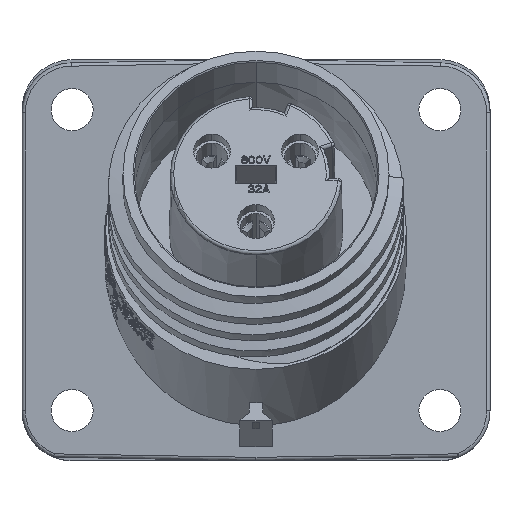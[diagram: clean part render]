
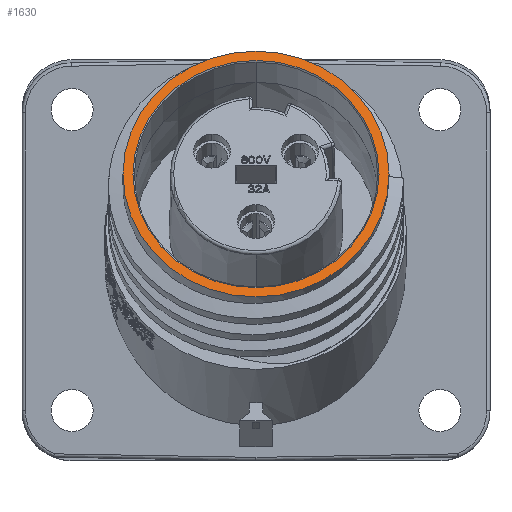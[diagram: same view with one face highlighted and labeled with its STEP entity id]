
A CAD part, top view. The second image highlights one B-rep face of the part: STEP entity #1630.
In plain terms, the highlighted planar face has unit normal (0, 0.383, 0.924).
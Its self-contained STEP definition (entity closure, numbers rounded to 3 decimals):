
#1630=ADVANCED_FACE('',(#6670,#6671),#6672,.T.);
#6670=FACE_OUTER_BOUND('',#16139,.T.);
#6671=FACE_BOUND('',#16140,.T.);
#6672=PLANE('',#16141);
#16139=EDGE_LOOP('',(#34313,#34314));
#16140=EDGE_LOOP('',(#34315,#34316,#34317,#34318));
#16141=AXIS2_PLACEMENT_3D('',#34319,#34320,#34321);
#34313=ORIENTED_EDGE('',*,*,#53358,.T.);
#34314=ORIENTED_EDGE('',*,*,#53361,.T.);
#34315=ORIENTED_EDGE('',*,*,#47915,.T.);
#34316=ORIENTED_EDGE('',*,*,#53362,.T.);
#34317=ORIENTED_EDGE('',*,*,#53363,.T.);
#34318=ORIENTED_EDGE('',*,*,#47920,.T.);
#34319=CARTESIAN_POINT('',(0.0,43.036,19.401));
#34320=DIRECTION('',(0.0,0.383,0.924));
#34321=DIRECTION('',(1.0,-0.0,0.0));
#47915=EDGE_CURVE('',#57118,#57115,#57119,.T.);
#47920=EDGE_CURVE('',#57124,#57118,#57127,.T.);
#53358=EDGE_CURVE('',#66524,#66525,#66526,.T.);
#53361=EDGE_CURVE('',#66525,#66524,#66529,.T.);
#53362=EDGE_CURVE('',#57115,#66530,#66531,.T.);
#53363=EDGE_CURVE('',#66530,#57124,#66532,.T.);
#57115=VERTEX_POINT('',#72676);
#57118=VERTEX_POINT('',#72680);
#57119=CIRCLE('',#72681,18.4);
#57124=VERTEX_POINT('',#72687);
#57127=CIRCLE('',#72691,18.4);
#66524=VERTEX_POINT('',#91208);
#66525=VERTEX_POINT('',#91209);
#66526=CIRCLE('',#91210,19.9);
#66529=CIRCLE('',#91215,19.9);
#66530=VERTEX_POINT('',#91216);
#66531=CIRCLE('',#91217,18.4);
#66532=CIRCLE('',#91218,18.4);
#72676=CARTESIAN_POINT('',(-18.4,12.82,31.918));
#72680=CARTESIAN_POINT('',(0.,-4.179,38.959));
#72681=AXIS2_PLACEMENT_3D('',#102548,#102549,#102550);
#72687=CARTESIAN_POINT('',(18.4,12.82,31.918));
#72691=AXIS2_PLACEMENT_3D('',#102559,#102560,#102561);
#91208=CARTESIAN_POINT('',(19.9,12.82,31.918));
#91209=CARTESIAN_POINT('',(-19.9,12.82,31.918));
#91210=AXIS2_PLACEMENT_3D('',#108477,#108478,#108479);
#91215=AXIS2_PLACEMENT_3D('',#108482,#108483,#108484);
#91216=CARTESIAN_POINT('',(0.,29.819,24.876));
#91217=AXIS2_PLACEMENT_3D('',#108485,#108486,#108487);
#91218=AXIS2_PLACEMENT_3D('',#108488,#108489,#108490);
#102548=CARTESIAN_POINT('',(0.,12.82,31.918));
#102549=DIRECTION('',(0.0,-0.383,-0.924));
#102550=DIRECTION('',(0.0,-0.924,0.383));
#102559=CARTESIAN_POINT('',(0.,12.82,31.918));
#102560=DIRECTION('',(0.0,-0.383,-0.924));
#102561=DIRECTION('',(0.0,0.924,-0.383));
#108477=CARTESIAN_POINT('',(0.0,12.82,31.918));
#108478=DIRECTION('',(-0.0,0.383,0.924));
#108479=DIRECTION('',(1.0,0.0,0.0));
#108482=CARTESIAN_POINT('',(0.0,12.82,31.918));
#108483=DIRECTION('',(0.0,0.383,0.924));
#108484=DIRECTION('',(-1.0,0.0,0.0));
#108485=CARTESIAN_POINT('',(0.,12.82,31.918));
#108486=DIRECTION('',(0.0,-0.383,-0.924));
#108487=DIRECTION('',(0.0,-0.924,0.383));
#108488=CARTESIAN_POINT('',(0.,12.82,31.918));
#108489=DIRECTION('',(0.0,-0.383,-0.924));
#108490=DIRECTION('',(0.0,0.924,-0.383));
